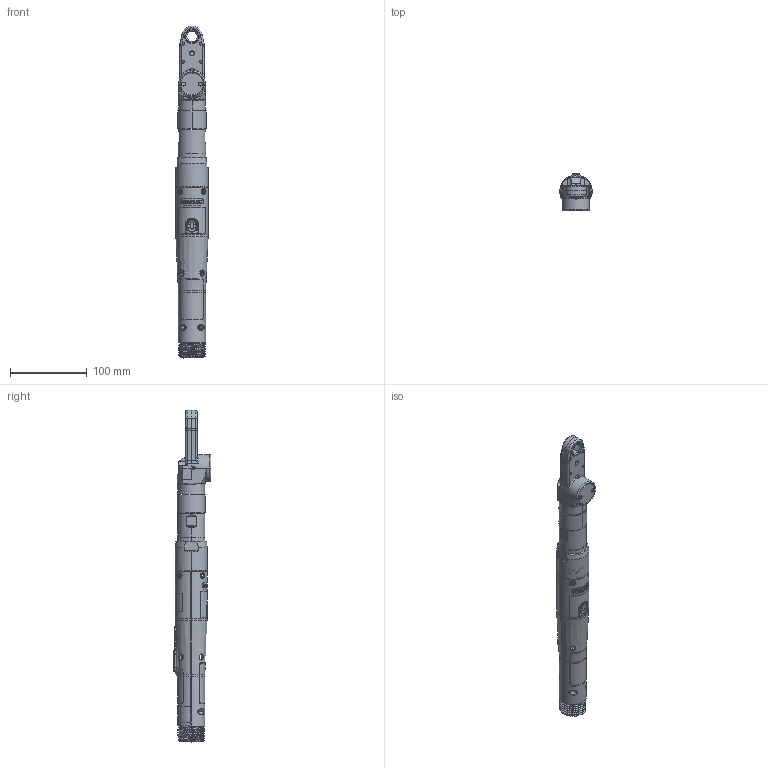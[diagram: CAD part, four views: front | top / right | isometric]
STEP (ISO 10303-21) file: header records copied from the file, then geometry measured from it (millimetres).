
FILE_DESCRIPTION((''),'2;1');
FILE_NAME('EB22LC521-30','2012-02-15T',('MAM0508'),(''),'PRO/ENGINEER BY PARAMETRIC TECHNOLOGY CORPORATION, 2010430','PRO/ENGINEER BY PARAMETRIC TECHNOLOGY CORPORATION, 2010430','');
FILE_SCHEMA(('CONFIG_CONTROL_DESIGN'));
Length unit declared in the file: inch
Products named in the file (1): EB22LC521-30
Bounding box: 42.1 x 49.43 x 432.96 mm (x, y, z)
Surface area: 75012.3 mm2 (no closed solid volume)
Topology: 0 solids, 175 shells, 648 faces, 3009 edges, 2493 vertices
Faces by surface type: cylinder 220, bspline 168, plane 147, cone 47, torus 47, extrusion 18, sphere 1
Entity records: 48543 total; most frequent: CARTESIAN_POINT 28227, ORIENTED_EDGE 3824, DIRECTION 3204, EDGE_CURVE 3009, VERTEX_POINT 2493, B_SPLINE_CURVE_WITH_KNOTS 1424, AXIS2_PLACEMENT_3D 1121, VECTOR 962
